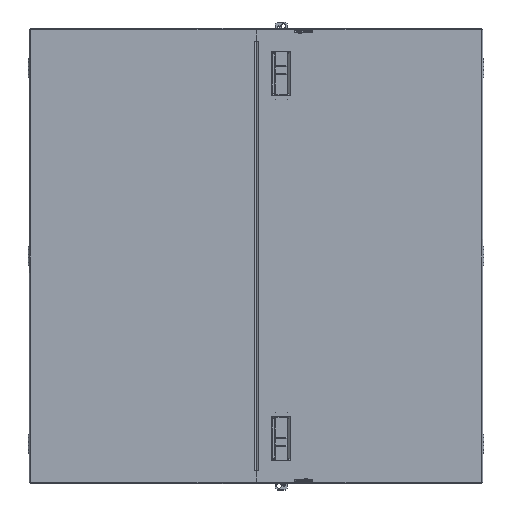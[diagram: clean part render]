
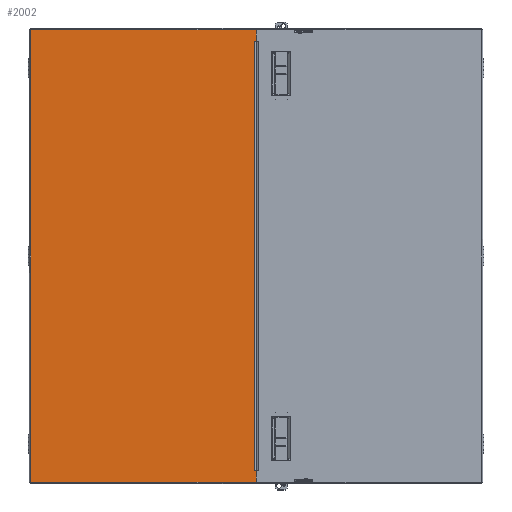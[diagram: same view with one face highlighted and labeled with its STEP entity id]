
A CAD part, front view. The second image highlights one B-rep face of the part: STEP entity #2002.
In plain terms, the highlighted planar face has unit normal (0, -1, 0).
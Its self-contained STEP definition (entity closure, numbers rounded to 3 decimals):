
#2002 = ADVANCED_FACE( '', ( #5001 ), #5002, .T. );
#5001 = FACE_OUTER_BOUND( '', #9409, .T. );
#5002 = PLANE( '', #9410 );
#9409 = EDGE_LOOP( '', ( #15441, #15442, #15443, #15444, #15445, #15446, #15447, #15448, #15449, #15450 ) );
#9410 = AXIS2_PLACEMENT_3D( '', #15451, #15452, #15453 );
#15441 = ORIENTED_EDGE( '', *, *, #29662, .F. );
#15442 = ORIENTED_EDGE( '', *, *, #29663, .T. );
#15443 = ORIENTED_EDGE( '', *, *, #29664, .T. );
#15444 = ORIENTED_EDGE( '', *, *, #29665, .T. );
#15445 = ORIENTED_EDGE( '', *, *, #29666, .F. );
#15446 = ORIENTED_EDGE( '', *, *, #29667, .T. );
#15447 = ORIENTED_EDGE( '', *, *, #29668, .T. );
#15448 = ORIENTED_EDGE( '', *, *, #29578, .F. );
#15449 = ORIENTED_EDGE( '', *, *, #29669, .F. );
#15450 = ORIENTED_EDGE( '', *, *, #29670, .T. );
#15451 = CARTESIAN_POINT( '', ( 0., 0., 0. ) );
#15452 = DIRECTION( '', ( 0., -1., 0. ) );
#15453 = DIRECTION( '', ( 0., 0., -1. ) );
#29578 = EDGE_CURVE( '', #34836, #34838, #34839, .T. );
#29662 = EDGE_CURVE( '', #34982, #34983, #34984, .T. );
#29663 = EDGE_CURVE( '', #34982, #34985, #34986, .T. );
#29664 = EDGE_CURVE( '', #34985, #34987, #34988, .T. );
#29665 = EDGE_CURVE( '', #34987, #34989, #34990, .T. );
#29666 = EDGE_CURVE( '', #34991, #34989, #34992, .T. );
#29667 = EDGE_CURVE( '', #34991, #34993, #34994, .T. );
#29668 = EDGE_CURVE( '', #34993, #34838, #34995, .T. );
#29669 = EDGE_CURVE( '', #34996, #34836, #34997, .T. );
#29670 = EDGE_CURVE( '', #34996, #34983, #34998, .T. );
#34836 = VERTEX_POINT( '', #43580 );
#34838 = VERTEX_POINT( '', #43583 );
#34839 = LINE( '', #43584, #43585 );
#34982 = VERTEX_POINT( '', #44048 );
#34983 = VERTEX_POINT( '', #44049 );
#34984 = LINE( '', #44050, #44051 );
#34985 = VERTEX_POINT( '', #44052 );
#34986 = LINE( '', #44053, #44054 );
#34987 = VERTEX_POINT( '', #44055 );
#34988 = LINE( '', #44056, #44057 );
#34989 = VERTEX_POINT( '', #44058 );
#34990 = LINE( '', #44059, #44060 );
#34991 = VERTEX_POINT( '', #44061 );
#34992 = LINE( '', #44062, #44063 );
#34993 = VERTEX_POINT( '', #44064 );
#34994 = LINE( '', #44065, #44066 );
#34995 = LINE( '', #44067, #44068 );
#34996 = VERTEX_POINT( '', #44069 );
#34997 = LINE( '', #44070, #44071 );
#34998 = LINE( '', #44072, #44073 );
#43580 = CARTESIAN_POINT( '', ( 227.724, 0., -436.12 ) );
#43583 = CARTESIAN_POINT( '', ( 230.442, 0., -436.12 ) );
#43584 = CARTESIAN_POINT( '', ( 230.442, 0., -436.12 ) );
#43585 = VECTOR( '', #58096, 1000. );
#44048 = CARTESIAN_POINT( '', ( 227.724, 0., 436.12 ) );
#44049 = CARTESIAN_POINT( '', ( 227.724, 0., 436.118 ) );
#44050 = CARTESIAN_POINT( '', ( 227.724, 0., -436.12 ) );
#44051 = VECTOR( '', #58136, 1000. );
#44052 = CARTESIAN_POINT( '', ( 230.442, 0., 436.12 ) );
#44053 = CARTESIAN_POINT( '', ( 230.442, 0., 436.12 ) );
#44054 = VECTOR( '', #58137, 1000. );
#44055 = CARTESIAN_POINT( '', ( 230.442, 0., 459.562 ) );
#44056 = CARTESIAN_POINT( '', ( 230.442, 0., -462.28 ) );
#44057 = VECTOR( '', #58138, 1000. );
#44058 = CARTESIAN_POINT( '', ( -227.724, 0., 459.562 ) );
#44059 = CARTESIAN_POINT( '', ( -227.724, 0., 459.562 ) );
#44060 = VECTOR( '', #58139, 1000. );
#44061 = CARTESIAN_POINT( '', ( -227.724, 0., -459.562 ) );
#44062 = CARTESIAN_POINT( '', ( -227.724, 0., -459.562 ) );
#44063 = VECTOR( '', #58140, 1000. );
#44064 = CARTESIAN_POINT( '', ( 230.442, 0., -459.562 ) );
#44065 = CARTESIAN_POINT( '', ( 230.442, 0., -459.562 ) );
#44066 = VECTOR( '', #58141, 1000. );
#44067 = CARTESIAN_POINT( '', ( 230.442, 0., -462.28 ) );
#44068 = VECTOR( '', #58142, 1000. );
#44069 = CARTESIAN_POINT( '', ( 227.724, 0., -436.118 ) );
#44070 = CARTESIAN_POINT( '', ( 227.724, 0., -436.12 ) );
#44071 = VECTOR( '', #58143, 1000. );
#44072 = CARTESIAN_POINT( '', ( 227.724, 0., -436.118 ) );
#44073 = VECTOR( '', #58144, 1000. );
#58096 = DIRECTION( '', ( 1., 0., 0. ) );
#58136 = DIRECTION( '', ( 0., 0., -1. ) );
#58137 = DIRECTION( '', ( 1., 0., 0. ) );
#58138 = DIRECTION( '', ( 0., 0., 1. ) );
#58139 = DIRECTION( '', ( -1., 0., 0. ) );
#58140 = DIRECTION( '', ( 0., 0., 1. ) );
#58141 = DIRECTION( '', ( 1., 0., 0. ) );
#58142 = DIRECTION( '', ( 0., 0., 1. ) );
#58143 = DIRECTION( '', ( 0., 0., -1. ) );
#58144 = DIRECTION( '', ( 0., 0., 1. ) );
